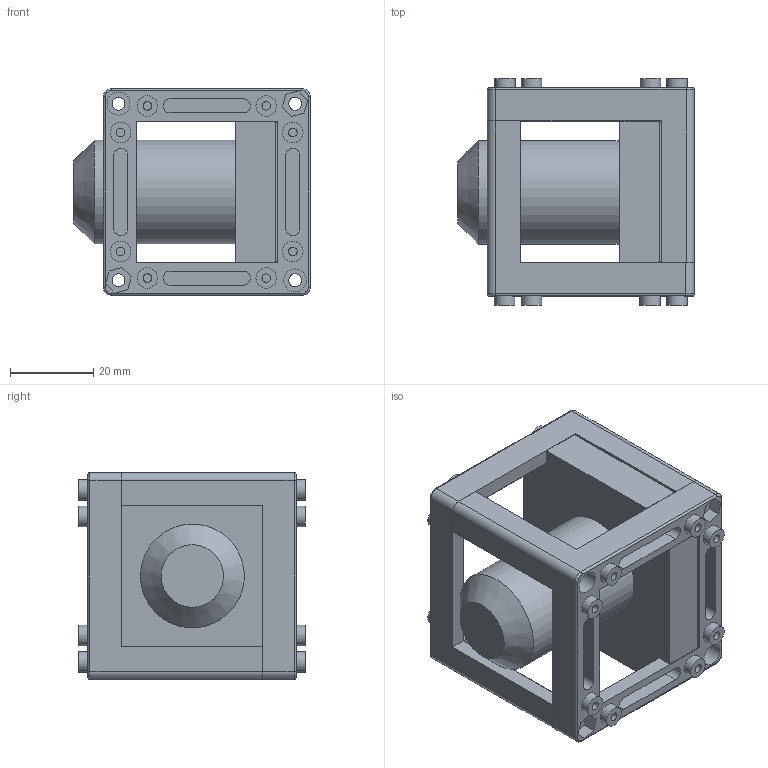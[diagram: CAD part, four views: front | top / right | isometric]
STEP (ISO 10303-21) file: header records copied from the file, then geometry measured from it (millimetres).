
FILE_DESCRIPTION(/* description */ (''),/* implementation_level */ '2;1');
FILE_NAME(/* name */ 'Assembly_Cube_Objective_Holder_v3.iam.step',/* time_stamp */ '2022-11-29T09:08:43+01:00',/* author */ ('diederichbenedict'),/* organization */ (''),/* preprocessor_version */ 'ST-DEVELOPER v18.1',/* originating_system */ 'Autodesk Inventor 2022',/* authorisation */ '');
FILE_SCHEMA (('AUTOMOTIVE_DESIGN { 1 0 10303 214 3 1 1 }'));
Length unit declared in the file: millimetre
Products named in the file (5): Assembly_Cube_Objective_Holder_v3; 00_Microscope_Objective_Lens10x; Assembly_Cube_empty_IM_v3; 10_Cube_1x1_IM; 20_Cube_Insert_RMS
Assembly tree (5 placements, depth 3):
  Assembly_Cube_Objective_Holder_v3
    00_Microscope_Objective_Lens10x
    Assembly_Cube_empty_IM_v3
      10_Cube_1x1_IM  x2
    20_Cube_Insert_RMS
Bounding box: 56.95 x 54.5 x 49.8 mm (x, y, z)
Volume: 62265.4 mm3; surface area: 29678.8 mm2
Topology: 4 solids, 4 shells, 380 faces, 922 edges, 603 vertices
Faces by surface type: plane 223, cylinder 143, torus 8, cone 4, bspline 2
Full cylindrical faces by diameter (mm): 2.05 x16, 3.1 x8, 4.95 x16, 5.5 x4, 19.906 x10, 20 x1, 20.622 x11, 25 x1
Entity records: 9916 total; most frequent: CARTESIAN_POINT 4369, ORIENTED_EDGE 1104, DIRECTION 1097, EDGE_CURVE 552, AXIS2_PLACEMENT_3D 367, LINE 363, VECTOR 363, VERTEX_POINT 359
